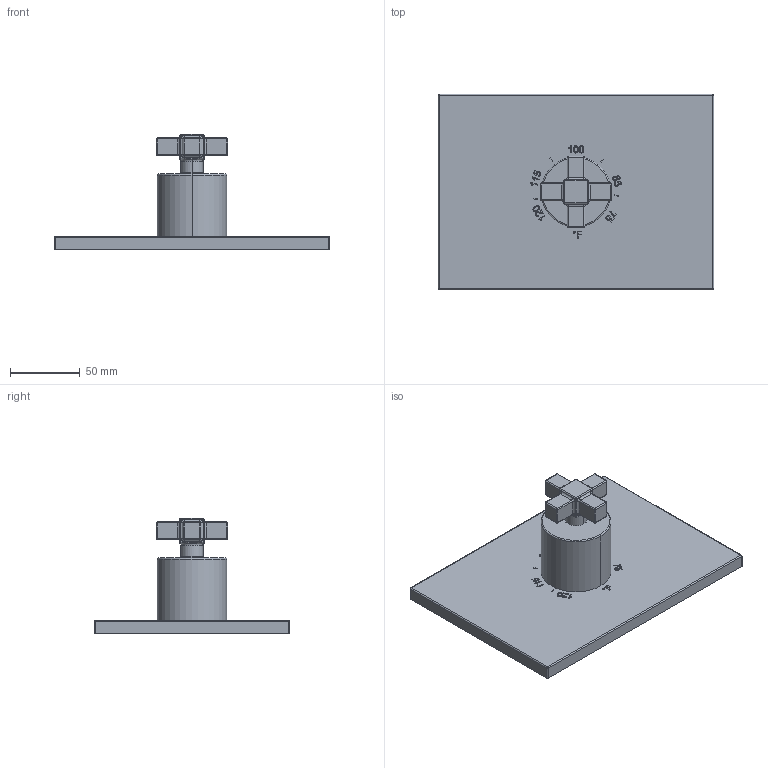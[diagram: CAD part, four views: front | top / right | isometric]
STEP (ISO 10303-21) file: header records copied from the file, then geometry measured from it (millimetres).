
FILE_DESCRIPTION((''),'2;1');
FILE_NAME('3-3154TS','2020-12-04T13:35:12',('jinson.thomas'),(''),'CREO PARAMETRIC BY PTC INC, 2018400','CREO PARAMETRIC BY PTC INC, 2018400','');
FILE_SCHEMA(('CONFIG_CONTROL_DESIGN'));
Length unit declared in the file: inch
Products named in the file (1): 3-3154TS
Bounding box: 196.85 x 139.7 x 82.24 mm (x, y, z)
Volume: 367335 mm3; surface area: 73444.2 mm2
Topology: 1 solids, 1 shells, 452 faces, 1125 edges, 707 vertices
Faces by surface type: extrusion 178, plane 138, cylinder 82, sphere 28, torus 20, bspline 6
Entity records: 14172 total; most frequent: CARTESIAN_POINT 4006, ORIENTED_EDGE 2250, DIRECTION 1664, EDGE_CURVE 1125, VECTOR 742, VERTEX_POINT 707, LINE 564, B_SPLINE_CURVE_WITH_KNOTS 546
